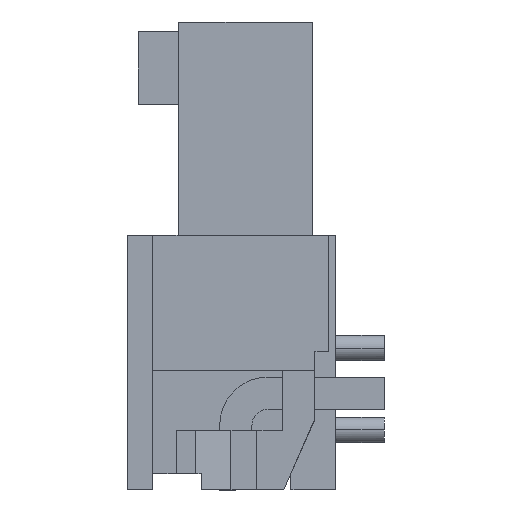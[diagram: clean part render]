
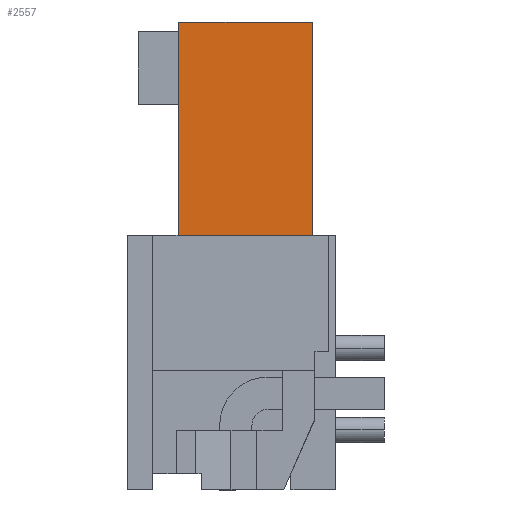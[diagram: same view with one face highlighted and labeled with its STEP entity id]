
A CAD part, left-side view. The second image highlights one B-rep face of the part: STEP entity #2557.
In plain terms, the highlighted planar face has unit normal (-1, 0, 0).
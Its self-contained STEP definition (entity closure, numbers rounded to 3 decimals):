
#1581=CARTESIAN_POINT('Vertex',(5.582,2.222,7.9)) ;
#1584=CARTESIAN_POINT('Line Origine',(5.582,4.296,7.9)) ;
#1588=CARTESIAN_POINT('Vertex',(5.582,6.37,7.9)) ;
#2519=CARTESIAN_POINT('Vertex',(5.582,2.222,14.5)) ;
#2522=CARTESIAN_POINT('Line Origine',(5.582,2.222,11.2)) ;
#2534=CARTESIAN_POINT('Axis2P3D Location',(5.582,2.222,7.9)) ;
#2539=CARTESIAN_POINT('Line Origine',(5.582,4.296,14.5)) ;
#2543=CARTESIAN_POINT('Vertex',(5.582,6.37,14.5)) ;
#2546=CARTESIAN_POINT('Line Origine',(5.582,6.37,11.2)) ;
#1585=DIRECTION('Vector Direction',(0.,1.,0.)) ;
#2523=DIRECTION('Vector Direction',(0.,0.,1.)) ;
#2535=DIRECTION('Axis2P3D Direction',(1.,0.,0.)) ;
#2536=DIRECTION('Axis2P3D XDirection',(0.,1.,0.)) ;
#2540=DIRECTION('Vector Direction',(0.,1.,0.)) ;
#2547=DIRECTION('Vector Direction',(0.,0.,1.)) ;
#2537=AXIS2_PLACEMENT_3D('Plane Axis2P3D',#2534,#2535,#2536) ;
#2552=ORIENTED_EDGE('',*,*,#2545,.T.) ;
#2553=ORIENTED_EDGE('',*,*,#2550,.F.) ;
#2554=ORIENTED_EDGE('',*,*,#1590,.T.) ;
#2555=ORIENTED_EDGE('',*,*,#2526,.T.) ;
#1586=VECTOR('Line Direction',#1585,1.) ;
#2524=VECTOR('Line Direction',#2523,1.) ;
#2541=VECTOR('Line Direction',#2540,1.) ;
#2548=VECTOR('Line Direction',#2547,1.) ;
#2557=ADVANCED_FACE('HOUSING',(#2556),#2538,.F.) ;
#1590=EDGE_CURVE('',#1589,#1582,#1587,.F.) ;
#2526=EDGE_CURVE('',#1582,#2520,#2525,.T.) ;
#2545=EDGE_CURVE('',#2520,#2544,#2542,.T.) ;
#2550=EDGE_CURVE('',#1589,#2544,#2549,.T.) ;
#2551=EDGE_LOOP('',(#2552,#2553,#2554,#2555)) ;
#2556=FACE_OUTER_BOUND('',#2551,.T.) ;
#1587=LINE('Line',#1584,#1586) ;
#2525=LINE('Line',#2522,#2524) ;
#2542=LINE('Line',#2539,#2541) ;
#2549=LINE('Line',#2546,#2548) ;
#2538=PLANE('',#2537) ;
#1582=VERTEX_POINT('',#1581) ;
#1589=VERTEX_POINT('',#1588) ;
#2520=VERTEX_POINT('',#2519) ;
#2544=VERTEX_POINT('',#2543) ;
